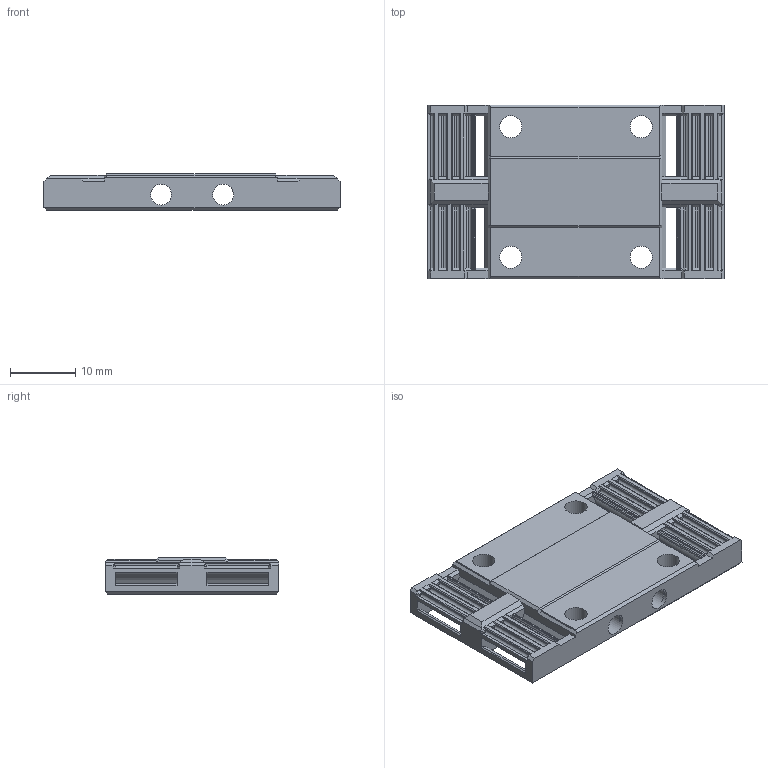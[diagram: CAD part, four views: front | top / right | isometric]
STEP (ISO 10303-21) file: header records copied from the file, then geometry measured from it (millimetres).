
FILE_DESCRIPTION(/* description */ (''),/* implementation_level */ '2;1');
FILE_NAME(/* name */ '9mm.step',/* time_stamp */ '2025-04-24T10:58:14+03:00',/* author */ (''),/* organization */ (''),/* preprocessor_version */ 'ST-DEVELOPER v20.1',/* originating_system */ 'Autodesk Translation Framework v14.4.0.0',/* authorisation */ '');
FILE_SCHEMA (('AUTOMOTIVE_DESIGN { 1 0 10303 214 3 1 1 }'));
Length unit declared in the file: millimetre
Products named in the file (1): 9mm
Bounding box: 45.4 x 26.6 x 5.6 mm (x, y, z)
Volume: 4835.8 mm3; surface area: 4694.4 mm2
Topology: 1 solids, 31 shells, 575 faces, 1462 edges, 951 vertices
Faces by surface type: plane 473, cylinder 90, bspline 8, cone 4
Full cylindrical faces by diameter (mm): 3.2 x2, 3.4 x4
Entity records: 17398 total; most frequent: CARTESIAN_POINT 3249, ORIENTED_EDGE 2924, DIRECTION 2864, EDGE_CURVE 1462, LINE 1180, VECTOR 1180, VERTEX_POINT 951, AXIS2_PLACEMENT_3D 842
